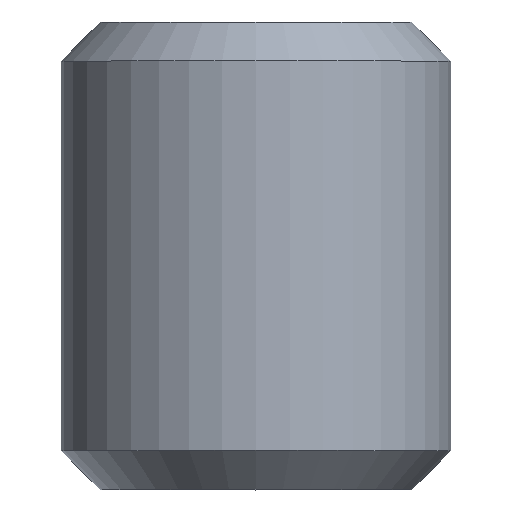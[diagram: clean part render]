
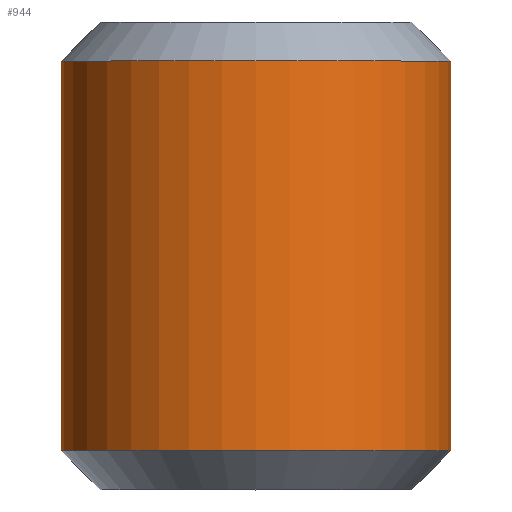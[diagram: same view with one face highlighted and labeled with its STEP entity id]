
A CAD part, top view. The second image highlights one B-rep face of the part: STEP entity #944.
In plain terms, the highlighted cylindrical face has radius 2.5 mm (diameter 5 mm), a full revolution.
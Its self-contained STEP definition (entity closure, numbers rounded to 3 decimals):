
#1 = VERTEX_POINT ( 'NONE', #1002 ) ;
#7 = CARTESIAN_POINT ( 'NONE',  ( 0., 0.5, 2.5 ) ) ;
#73 = CYLINDRICAL_SURFACE ( 'NONE', #216, 2.5 ) ;
#191 = FACE_OUTER_BOUND ( 'NONE', #422, .T. ) ;
#216 = AXIS2_PLACEMENT_3D ( 'NONE', #1081, #1195, #1603 ) ;
#395 = ORIENTED_EDGE ( 'NONE', *, *, #444, .T. ) ;
#421 = AXIS2_PLACEMENT_3D ( 'NONE', #771, #1116, #641 ) ;
#422 = EDGE_LOOP ( 'NONE', ( #1204 ) ) ;
#444 = EDGE_CURVE ( 'NONE', #1155, #1155, #559, .T. ) ;
#559 = CIRCLE ( 'NONE', #421, 2.5 ) ;
#586 = CARTESIAN_POINT ( 'NONE',  ( 0., 5.5, 0. ) ) ;
#621 = EDGE_CURVE ( 'NONE', #1, #1, #1473, .T. ) ;
#641 = DIRECTION ( 'NONE',  ( 0., 0., 1. ) ) ;
#771 = CARTESIAN_POINT ( 'NONE',  ( 0., 0.5, 0. ) ) ;
#862 = DIRECTION ( 'NONE',  ( 0., -1., 0. ) ) ;
#944 = ADVANCED_FACE ( 'NONE', ( #1346, #191 ), #73, .T. ) ;
#1002 = CARTESIAN_POINT ( 'NONE',  ( 0., 5.5, 2.5 ) ) ;
#1060 = AXIS2_PLACEMENT_3D ( 'NONE', #586, #862, #1478 ) ;
#1081 = CARTESIAN_POINT ( 'NONE',  ( 0., 6., 0. ) ) ;
#1116 = DIRECTION ( 'NONE',  ( 0., 1., 0. ) ) ;
#1155 = VERTEX_POINT ( 'NONE', #7 ) ;
#1174 = EDGE_LOOP ( 'NONE', ( #395 ) ) ;
#1195 = DIRECTION ( 'NONE',  ( 0., -1., 0. ) ) ;
#1204 = ORIENTED_EDGE ( 'NONE', *, *, #621, .T. ) ;
#1346 = FACE_OUTER_BOUND ( 'NONE', #1174, .T. ) ;
#1473 = CIRCLE ( 'NONE', #1060, 2.5 ) ;
#1478 = DIRECTION ( 'NONE',  ( 0., 0., 1. ) ) ;
#1603 = DIRECTION ( 'NONE',  ( 0., 0., -1. ) ) ;
